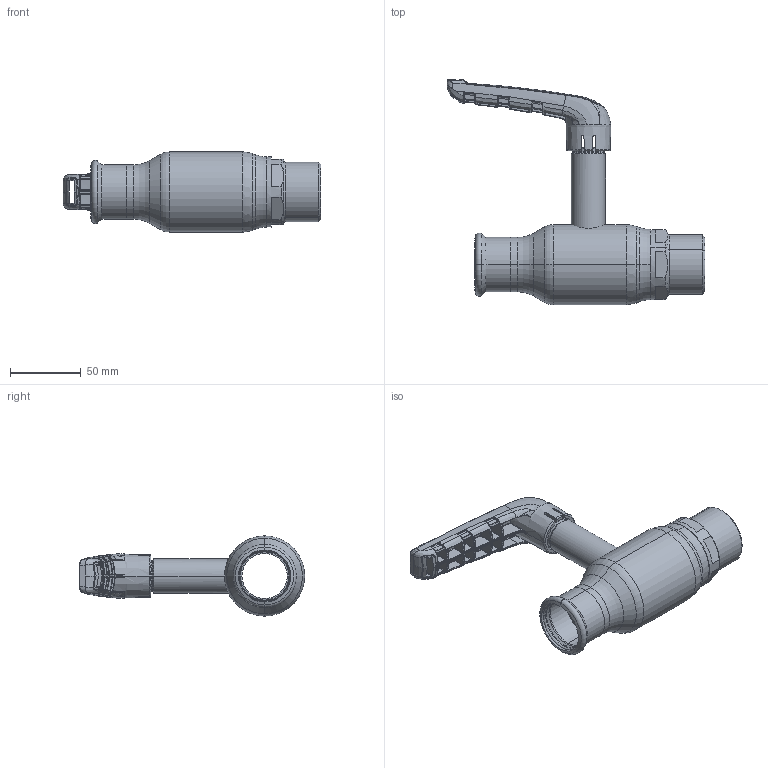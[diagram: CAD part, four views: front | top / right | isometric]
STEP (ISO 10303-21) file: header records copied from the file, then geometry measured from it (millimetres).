
FILE_DESCRIPTION (( 'STEP AP214' ), '1' );
FILE_NAME ('1032001201-xxxx.step', '2019-05-07T12:45:03', ( '' ), ( '' ), 'SwSTEP 2.0', 'SolidWorks 2017', '' );
FILE_SCHEMA (( 'AUTOMOTIVE_DESIGN' ));
Length unit declared in the file: millimetre
Products named in the file (1): 1032001201-xxxx
Bounding box: 181.57 x 158.81 x 56.5 mm (x, y, z)
Surface area: 55865.4 mm2 (no closed solid volume)
Topology: 0 solids, 9 shells, 690 faces, 2347 edges, 1556 vertices
Faces by surface type: bspline 538, plane 56, cone 33, cylinder 30, torus 23, sphere 10
Entity records: 55196 total; most frequent: CARTESIAN_POINT 32720, ORIENTED_EDGE 3733, EDGE_CURVE 2341, B_SPLINE_CURVE_WITH_KNOTS 1622, DIRECTION 1586, VERTEX_POINT 1556, AXIS2_PLACEMENT_3D 716, EDGE_LOOP 712
